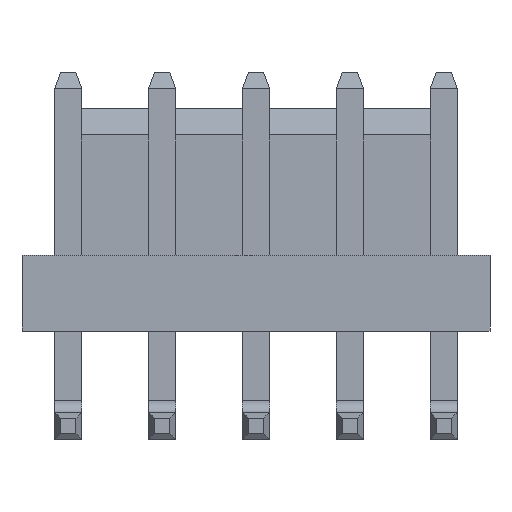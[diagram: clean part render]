
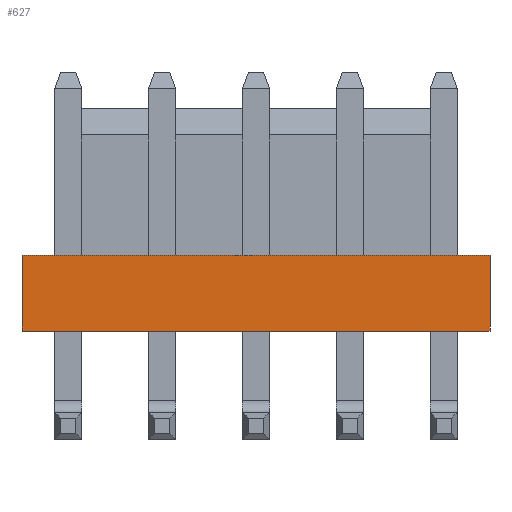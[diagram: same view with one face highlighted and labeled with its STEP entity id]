
A CAD part, front view. The second image highlights one B-rep face of the part: STEP entity #627.
In plain terms, the highlighted face is planar.
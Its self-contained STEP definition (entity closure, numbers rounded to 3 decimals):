
#40 = LINE ( 'NONE', #1039, #1571 ) ;
#89 = CARTESIAN_POINT ( 'NONE',  ( -1.95, 3.2, 4.8 ) ) ;
#90 = VERTEX_POINT ( 'NONE', #267 ) ;
#209 = CARTESIAN_POINT ( 'NONE',  ( -1.95, 3.2, 4.8 ) ) ;
#248 = VECTOR ( 'NONE', #842, 1000. ) ;
#267 = CARTESIAN_POINT ( 'NONE',  ( 17.79, 0., 4.8 ) ) ;
#309 = LINE ( 'NONE', #1022, #1631 ) ;
#375 = DIRECTION ( 'NONE',  ( 1., 0., 0. ) ) ;
#500 = EDGE_LOOP ( 'NONE', ( #1526, #1486, #788, #1036 ) ) ;
#627 = ADVANCED_FACE ( 'NONE', ( #933 ), #1607, .T. ) ;
#653 = LINE ( 'NONE', #89, #1632 ) ;
#662 = DIRECTION ( 'NONE',  ( 0., -1., 0. ) ) ;
#765 = CARTESIAN_POINT ( 'NONE',  ( -1.95, 0., 4.8 ) ) ;
#788 = ORIENTED_EDGE ( 'NONE', *, *, #1142, .T. ) ;
#833 = CARTESIAN_POINT ( 'NONE',  ( 17.79, 3.2, 4.8 ) ) ;
#842 = DIRECTION ( 'NONE',  ( 0., -1., 0. ) ) ;
#925 = EDGE_CURVE ( 'NONE', #1467, #90, #40, .T. ) ;
#933 = FACE_OUTER_BOUND ( 'NONE', #500, .T. ) ;
#983 = DIRECTION ( 'NONE',  ( 1., 0., 0. ) ) ;
#1022 = CARTESIAN_POINT ( 'NONE',  ( -1.95, 3.2, 4.8 ) ) ;
#1034 = DIRECTION ( 'NONE',  ( 1., 0., 0. ) ) ;
#1036 = ORIENTED_EDGE ( 'NONE', *, *, #925, .T. ) ;
#1039 = CARTESIAN_POINT ( 'NONE',  ( -1.95, 0., 4.8 ) ) ;
#1064 = EDGE_CURVE ( 'NONE', #1179, #1136, #309, .T. ) ;
#1110 = CARTESIAN_POINT ( 'NONE',  ( -1.95, 0., 4.8 ) ) ;
#1136 = VERTEX_POINT ( 'NONE', #1637 ) ;
#1142 = EDGE_CURVE ( 'NONE', #1179, #1467, #653, .T. ) ;
#1179 = VERTEX_POINT ( 'NONE', #209 ) ;
#1203 = DIRECTION ( 'NONE',  ( 0., 0., 1. ) ) ;
#1334 = AXIS2_PLACEMENT_3D ( 'NONE', #765, #1203, #375 ) ;
#1376 = EDGE_CURVE ( 'NONE', #1136, #90, #1831, .T. ) ;
#1467 = VERTEX_POINT ( 'NONE', #1110 ) ;
#1486 = ORIENTED_EDGE ( 'NONE', *, *, #1064, .F. ) ;
#1526 = ORIENTED_EDGE ( 'NONE', *, *, #1376, .F. ) ;
#1571 = VECTOR ( 'NONE', #983, 1000. ) ;
#1607 = PLANE ( 'NONE',  #1334 ) ;
#1631 = VECTOR ( 'NONE', #1034, 1000. ) ;
#1632 = VECTOR ( 'NONE', #662, 1000. ) ;
#1637 = CARTESIAN_POINT ( 'NONE',  ( 17.79, 3.2, 4.8 ) ) ;
#1831 = LINE ( 'NONE', #833, #248 ) ;
